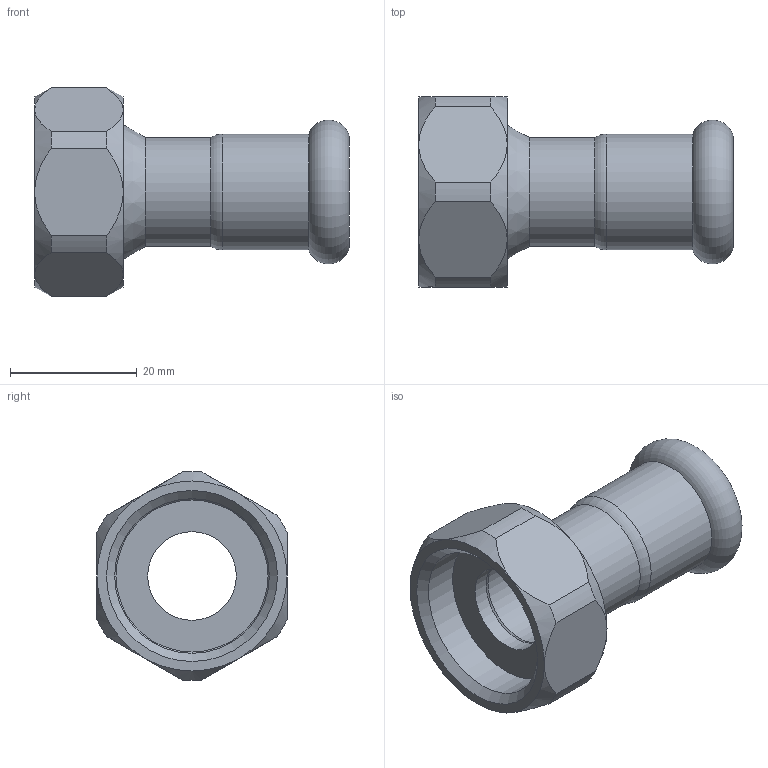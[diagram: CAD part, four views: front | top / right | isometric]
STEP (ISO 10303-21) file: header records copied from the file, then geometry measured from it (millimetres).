
FILE_DESCRIPTION(/* description */ ('MANICOTTO CON DADO 3/4" X De15'),/* implementation_level */ '2;1');
FILE_NAME(/* name */ '183015002_Inoxpres.stp',/* time_stamp */ '2022-10-11T11:26:42+02:00',/* author */ ('Vault'),/* organization */ ('Raccorderie metalliche s.p.a. '),/* preprocessor_version */ 'ST-DEVELOPER v18.1',/* originating_system */ 'Autodesk Inventor 2020',/* authorisation */ 'Raccorderie metalliche s.p.a. ');
FILE_SCHEMA (('AUTOMOTIVE_DESIGN { 1 0 10303 214 3 1 1 }'));
Length unit declared in the file: millimetre
Products named in the file (1): 183015002_Inoxpres
Bounding box: 49.7 x 30 x 32.98 mm (x, y, z)
Volume: 9780.8 mm3; surface area: 8235.3 mm2
Topology: 1 solids, 1 shells, 56 faces, 157 edges, 106 vertices
Faces by surface type: cone 20, cylinder 18, plane 11, torus 7
Full cylindrical faces by diameter (mm): 14 x1, 14.2 x1, 15.3 x1, 15.7 x2, 17.2 x1, 18.3 x1, 21.8 x1, 22.2 x1, 24 x2, 24.4 x1
Entity records: 1895 total; most frequent: CARTESIAN_POINT 368, DIRECTION 348, ORIENTED_EDGE 314, AXIS2_PLACEMENT_3D 158, EDGE_CURVE 157, VERTEX_POINT 106, CIRCLE 101, EDGE_LOOP 61
